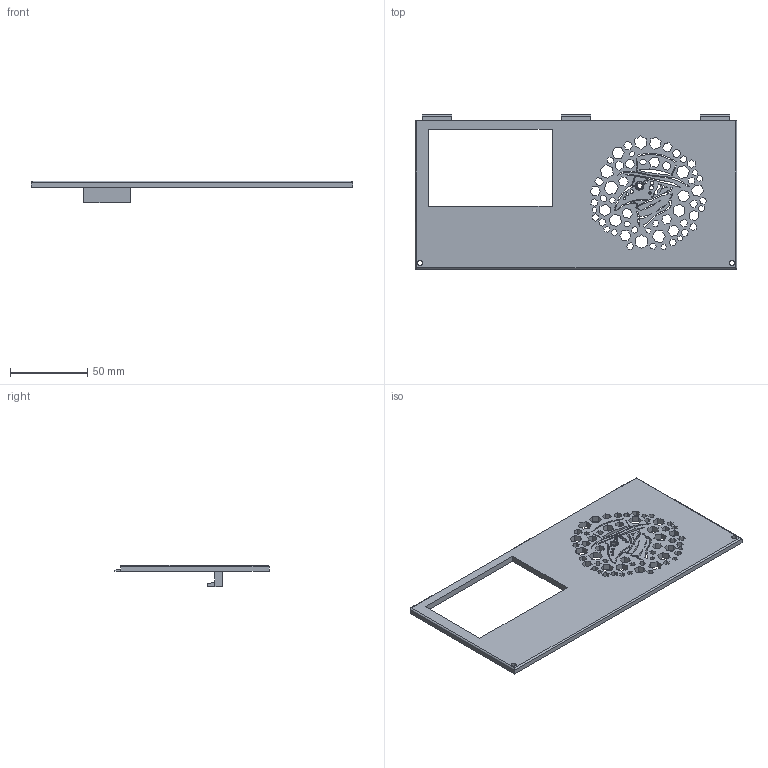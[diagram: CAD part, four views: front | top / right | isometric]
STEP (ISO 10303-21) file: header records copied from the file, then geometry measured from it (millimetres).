
FILE_DESCRIPTION(('FreeCAD Model'),'2;1');
FILE_NAME('Open CASCADE Shape Model','2024-08-17T12:41:12',( 'Roman Kuzmenko'),('OpenVMP'),'Open CASCADE STEP processor 7.6', 'FreeCAD','Unknown');
FILE_SCHEMA(('AP242_MANAGED_MODEL_BASED_3D_ENGINEERING_MIM_LF. {1 0 10303 442 1 1 4 }'));
Length unit declared in the file: millimetre
Products named in the file (1): Control Box Lid
Bounding box: 208 x 99.75 x 14 mm (x, y, z)
Volume: 59139.1 mm3; surface area: 40388.3 mm2
Topology: 1 solids, 1 shells, 570 faces, 1691 edges, 1124 vertices
Faces by surface type: plane 419, extrusion 140, cylinder 11
Full cylindrical faces by diameter (mm): 1.602 x1, 1.64 x1, 1.934 x1, 2.181 x1, 2.233 x1, 2.603 x1, 3.25 x2
Entity records: 27058 total; most frequent: CARTESIAN_POINT 11959, ORIENTED_EDGE 3382, DIRECTION 2433, EDGE_CURVE 1691, VECTOR 1531, LINE 1391, VERTEX_POINT 1124, FACE_BOUND 749
